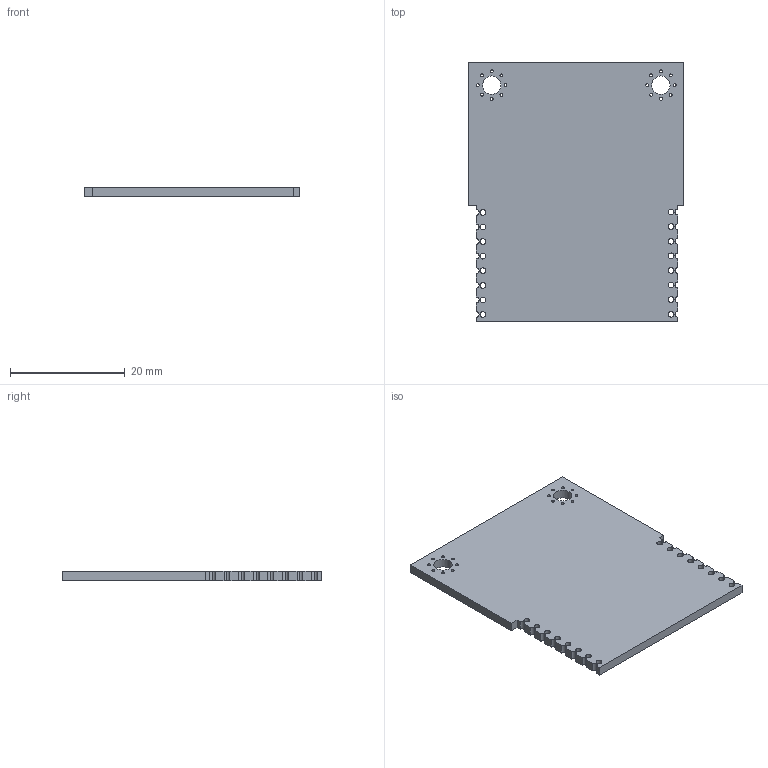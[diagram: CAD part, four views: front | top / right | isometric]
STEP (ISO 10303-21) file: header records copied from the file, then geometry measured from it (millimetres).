
FILE_DESCRIPTION(('KiCad electronic assembly'),'2;1');
FILE_NAME('Camera Castellated Board.step','2023-12-25T00:45:41',( 'Pcbnew'),('Kicad'),'Open CASCADE STEP processor 7.6', 'KiCad to STEP converter','Unknown');
FILE_SCHEMA(('AUTOMOTIVE_DESIGN { 1 0 10303 214 1 1 1 1 }'));
Length unit declared in the file: millimetre
Products named in the file (2): Camera Castellated Board 1; PCB
Assembly tree (1 placements, depth 2):
  Camera Castellated Board 1
    PCB
Bounding box: 37.59 x 45.23 x 1.6 mm (x, y, z)
Volume: 2577.8 mm3; surface area: 3653.4 mm2
Topology: 1 solids, 1 shells, 84 faces, 246 edges, 164 vertices
Faces by surface type: cylinder 58, plane 26
Full cylindrical faces by diameter (mm): 0.5 x16, 1 x16, 3.2 x2
Entity records: 6511 total; most frequent: CARTESIAN_POINT 1748, DIRECTION 846, ORIENTED_EDGE 492, PCURVE 492, DEFINITIONAL_REPRESENTATION 492, LINE 442, VECTOR 442, EDGE_CURVE 246
